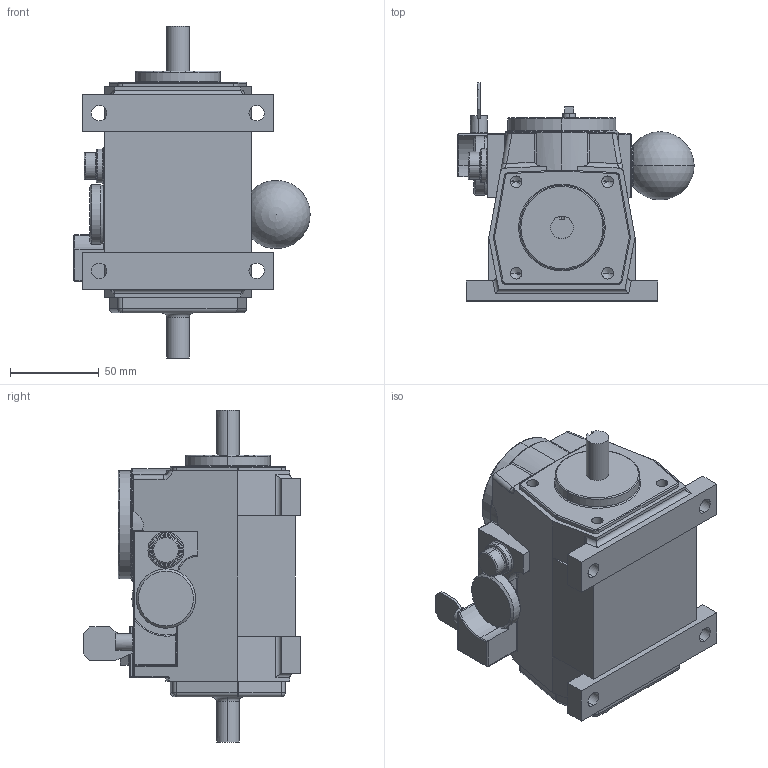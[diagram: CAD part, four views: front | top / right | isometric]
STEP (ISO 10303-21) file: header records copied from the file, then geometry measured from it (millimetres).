
FILE_DESCRIPTION (( 'STEP AP203' ), '1' );
FILE_NAME ('Posi-1_2.step', '2011-01-26T04:39:15', ( '' ), ( '' ), 'SwSTEP 2.0', 'SolidWorks 2010', '' );
FILE_SCHEMA (( 'CONFIG_CONTROL_DESIGN' ));
Length unit declared in the file: inch
Products named in the file (1): Posi-1_2
Bounding box: 133.35 x 122.97 x 187.32 mm (x, y, z)
Volume: 994617.3 mm3; surface area: 78997.3 mm2
Topology: 1 solids, 1 shells, 312 faces, 765 edges, 448 vertices
Faces by surface type: cylinder 127, plane 111, torus 36, sphere 16, cone 12, bspline 10
Entity records: 10202 total; most frequent: CARTESIAN_POINT 2960, DIRECTION 1546, ORIENTED_EDGE 1480, EDGE_CURVE 740, AXIS2_PLACEMENT_3D 572, VERTEX_POINT 444, LINE 402, VECTOR 402
